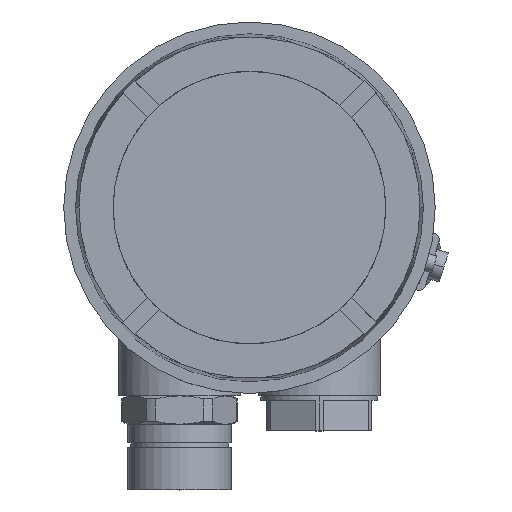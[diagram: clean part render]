
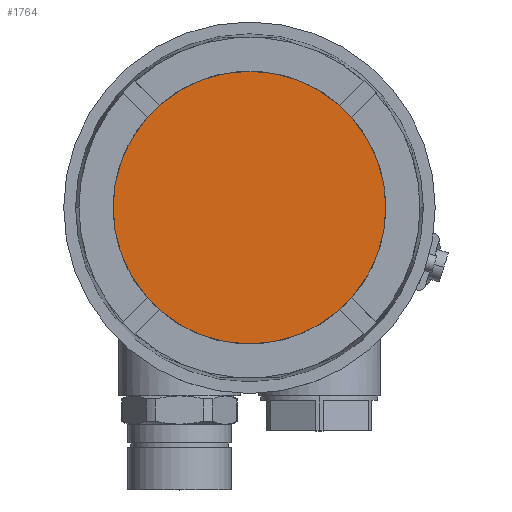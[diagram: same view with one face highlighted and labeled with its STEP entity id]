
A CAD part, top view. The second image highlights one B-rep face of the part: STEP entity #1764.
In plain terms, the highlighted planar face has unit normal (0, 0, 1).
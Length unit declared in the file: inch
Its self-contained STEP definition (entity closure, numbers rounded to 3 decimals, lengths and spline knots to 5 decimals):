
#93 = EDGE_CURVE ( 'NONE', #4949, #2767, #5923, .T. ) ;
#271 = CARTESIAN_POINT ( 'NONE',  ( 0., 0., 3.43504 ) ) ;
#595 = DIRECTION ( 'NONE',  ( 1., 0., 0. ) ) ;
#1712 = ORIENTED_EDGE ( 'NONE', *, *, #93, .T. ) ;
#1764 = ADVANCED_FACE ( 'NONE', ( #5010 ), #7456, .F. ) ;
#1976 = AXIS2_PLACEMENT_3D ( 'NONE', #2908, #6903, #595 ) ;
#2050 = CARTESIAN_POINT ( 'NONE',  ( 1.22835, 0., 3.43504 ) ) ;
#2657 = DIRECTION ( 'NONE',  ( 1., 0., 0. ) ) ;
#2732 = DIRECTION ( 'NONE',  ( -1., 0., 0. ) ) ;
#2767 = VERTEX_POINT ( 'NONE', #2050 ) ;
#2908 = CARTESIAN_POINT ( 'NONE',  ( 0., 0., 3.43504 ) ) ;
#3199 = AXIS2_PLACEMENT_3D ( 'NONE', #271, #7373, #2732 ) ;
#3654 = DIRECTION ( 'NONE',  ( 0., 0., 1. ) ) ;
#3804 = ORIENTED_EDGE ( 'NONE', *, *, #4265, .T. ) ;
#4218 = EDGE_LOOP ( 'NONE', ( #1712, #3804 ) ) ;
#4231 = CARTESIAN_POINT ( 'NONE',  ( 0., 0., 3.43504 ) ) ;
#4265 = EDGE_CURVE ( 'NONE', #2767, #4949, #6523, .T. ) ;
#4949 = VERTEX_POINT ( 'NONE', #7362 ) ;
#5010 = FACE_OUTER_BOUND ( 'NONE', #4218, .T. ) ;
#5923 = CIRCLE ( 'NONE', #1976, 1.22835 ) ;
#6020 = AXIS2_PLACEMENT_3D ( 'NONE', #4231, #3654, #2657 ) ;
#6523 = CIRCLE ( 'NONE', #6020, 1.22835 ) ;
#6903 = DIRECTION ( 'NONE',  ( 0., 0., 1. ) ) ;
#7362 = CARTESIAN_POINT ( 'NONE',  ( -1.22835, 0., 3.43504 ) ) ;
#7373 = DIRECTION ( 'NONE',  ( 0., 0., -1. ) ) ;
#7456 = PLANE ( 'NONE',  #3199 ) ;
